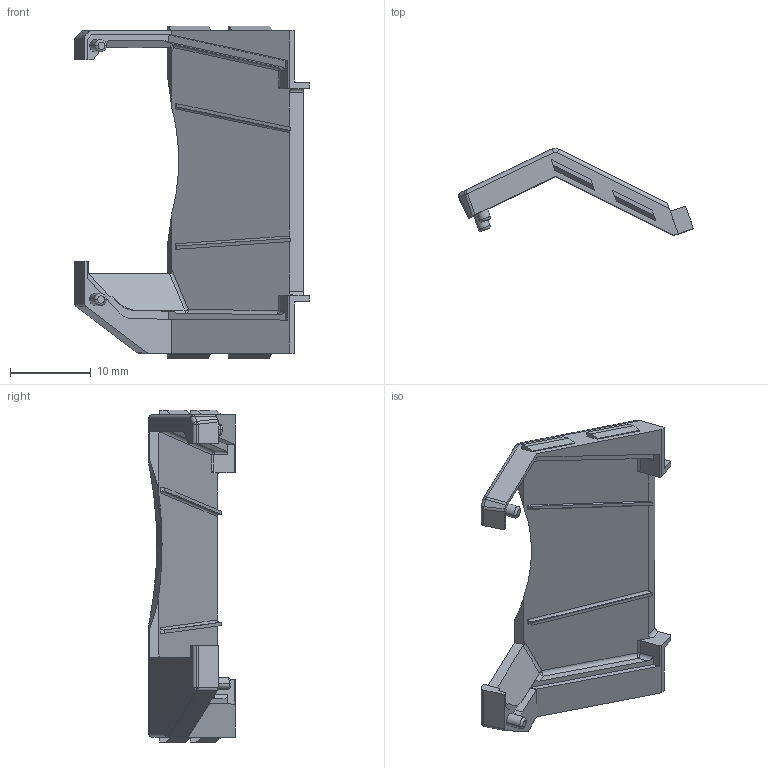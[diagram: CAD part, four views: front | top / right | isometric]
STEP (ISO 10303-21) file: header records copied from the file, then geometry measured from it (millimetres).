
FILE_DESCRIPTION (( 'STEP AP214' ), '1' );
FILE_NAME ('JXHSV06P-08005-01-d fan duct cover.step', '2023-06-08T06:49:50', ( '微软用户' ), ( '微软中国' ), 'SwSTEP 2.0', 'SolidWorks 2020', '' );
FILE_SCHEMA (( 'AUTOMOTIVE_DESIGN' ));
Length unit declared in the file: millimetre
Products named in the file (1): JXHSV06P-08005-01-d fan duct cover
Bounding box: 29.12 x 10.79 x 41.2 mm (x, y, z)
Volume: 1406.5 mm3; surface area: 2206.4 mm2
Topology: 1 solids, 1 shells, 149 faces, 379 edges, 238 vertices
Faces by surface type: plane 95, cylinder 38, sphere 9, torus 6, bspline 1
Entity records: 4453 total; most frequent: CARTESIAN_POINT 897, ORIENTED_EDGE 758, DIRECTION 699, EDGE_CURVE 379, LINE 283, VECTOR 283, VERTEX_POINT 238, AXIS2_PLACEMENT_3D 208
